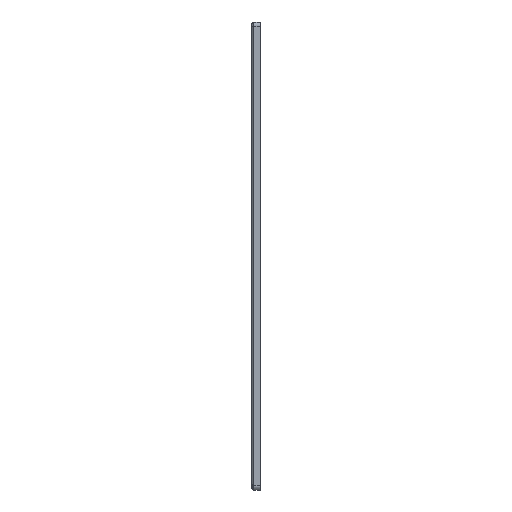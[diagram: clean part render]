
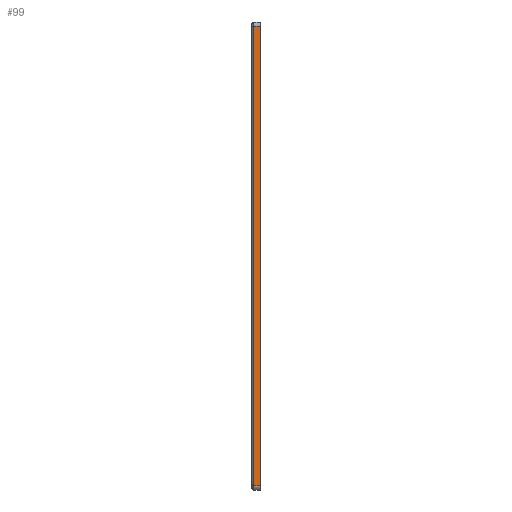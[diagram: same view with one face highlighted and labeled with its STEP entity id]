
A CAD part, left-side view. The second image highlights one B-rep face of the part: STEP entity #99.
In plain terms, the highlighted planar face has unit normal (-1, 0, 0).
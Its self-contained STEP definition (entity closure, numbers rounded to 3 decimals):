
#43 = VECTOR ( 'NONE', #2006, 1000. ) ;
#99 = ADVANCED_FACE ( 'NONE', ( #621 ), #2057, .F. ) ;
#117 = CARTESIAN_POINT ( 'NONE',  ( -179.5, 0., 110.5 ) ) ;
#121 = DIRECTION ( 'NONE',  ( 0., 0., -1. ) ) ;
#124 = CARTESIAN_POINT ( 'NONE',  ( -179.5, 3., -110.35 ) ) ;
#175 = EDGE_CURVE ( 'NONE', #1872, #2195, #2293, .T. ) ;
#315 = LINE ( 'NONE', #688, #667 ) ;
#328 = CARTESIAN_POINT ( 'NONE',  ( -179.5, 3., -110.275 ) ) ;
#406 = VECTOR ( 'NONE', #943, 1000. ) ;
#424 = CARTESIAN_POINT ( 'NONE',  ( -179.5, 3., -110.5 ) ) ;
#450 = VERTEX_POINT ( 'NONE', #424 ) ;
#475 = CARTESIAN_POINT ( 'NONE',  ( -179.5, 3., -110.425 ) ) ;
#499 = ORIENTED_EDGE ( 'NONE', *, *, #993, .T. ) ;
#506 = CARTESIAN_POINT ( 'NONE',  ( -179.5, 0., -112.5 ) ) ;
#547 = LINE ( 'NONE', #1983, #43 ) ;
#619 = CARTESIAN_POINT ( 'NONE',  ( -179.5, 0., -110.5 ) ) ;
#621 = FACE_OUTER_BOUND ( 'NONE', #965, .T. ) ;
#646 = VERTEX_POINT ( 'NONE', #2189 ) ;
#667 = VECTOR ( 'NONE', #121, 1000. ) ;
#688 = CARTESIAN_POINT ( 'NONE',  ( -179.5, 3., -110.5 ) ) ;
#943 = DIRECTION ( 'NONE',  ( 0., 1., 0. ) ) ;
#947 = ORIENTED_EDGE ( 'NONE', *, *, #1166, .T. ) ;
#965 = EDGE_LOOP ( 'NONE', ( #499, #947, #2194, #1555, #1359 ) ) ;
#993 = EDGE_CURVE ( 'NONE', #2195, #646, #2020, .T. ) ;
#1033 = CARTESIAN_POINT ( 'NONE',  ( -179.5, 3., -110.275 ) ) ;
#1049 = CARTESIAN_POINT ( 'NONE',  ( -179.5, 3., -110.5 ) ) ;
#1097 = B_SPLINE_CURVE_WITH_KNOTS ( 'NONE', 3,
 ( #328, #124, #475, #1049 ),
 .UNSPECIFIED., .F., .F.,
 ( 4, 4 ),
 ( 0., 0. ),
 .UNSPECIFIED. ) ;
#1166 = EDGE_CURVE ( 'NONE', #646, #1167, #315, .T. ) ;
#1167 = VERTEX_POINT ( 'NONE', #1033 ) ;
#1192 = AXIS2_PLACEMENT_3D ( 'NONE', #1339, #1871, #1355 ) ;
#1339 = CARTESIAN_POINT ( 'NONE',  ( -179.5, 4., -112.5 ) ) ;
#1355 = DIRECTION ( 'NONE',  ( 0., 0., -1. ) ) ;
#1359 = ORIENTED_EDGE ( 'NONE', *, *, #175, .T. ) ;
#1450 = VECTOR ( 'NONE', #1782, 1000. ) ;
#1555 = ORIENTED_EDGE ( 'NONE', *, *, #1619, .T. ) ;
#1619 = EDGE_CURVE ( 'NONE', #450, #1872, #547, .T. ) ;
#1655 = CARTESIAN_POINT ( 'NONE',  ( -179.5, 4., 110.5 ) ) ;
#1743 = EDGE_CURVE ( 'NONE', #1167, #450, #1097, .T. ) ;
#1782 = DIRECTION ( 'NONE',  ( 0., 0., 1. ) ) ;
#1871 = DIRECTION ( 'NONE',  ( 1., 0., 0. ) ) ;
#1872 = VERTEX_POINT ( 'NONE', #619 ) ;
#1983 = CARTESIAN_POINT ( 'NONE',  ( -179.5, 4., -110.5 ) ) ;
#2006 = DIRECTION ( 'NONE',  ( 0., -1., 0. ) ) ;
#2020 = LINE ( 'NONE', #1655, #406 ) ;
#2057 = PLANE ( 'NONE',  #1192 ) ;
#2189 = CARTESIAN_POINT ( 'NONE',  ( -179.5, 3., 110.5 ) ) ;
#2194 = ORIENTED_EDGE ( 'NONE', *, *, #1743, .T. ) ;
#2195 = VERTEX_POINT ( 'NONE', #117 ) ;
#2293 = LINE ( 'NONE', #506, #1450 ) ;
